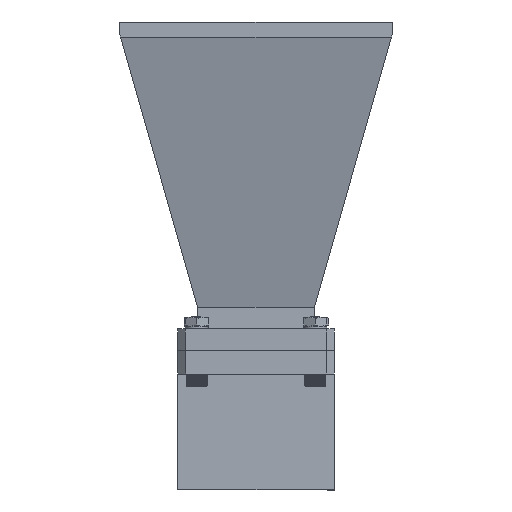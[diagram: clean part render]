
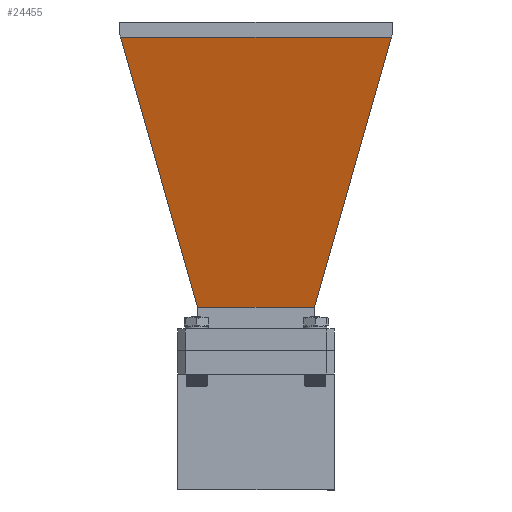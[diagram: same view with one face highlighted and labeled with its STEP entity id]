
A CAD part, front view. The second image highlights one B-rep face of the part: STEP entity #24455.
In plain terms, the highlighted face is planar.
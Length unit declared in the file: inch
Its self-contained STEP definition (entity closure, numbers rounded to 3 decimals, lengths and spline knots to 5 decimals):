
#41 = EDGE_CURVE ( 'NONE', #26788, #7569, #3595, .T. ) ;
#1631 = DIRECTION ( 'NONE',  ( 0., 1., 0. ) ) ;
#2982 = CARTESIAN_POINT ( 'NONE',  ( -1.07672, 1.4586, 4.86585 ) ) ;
#3595 = LINE ( 'NONE', #28753, #18264 ) ;
#4382 = EDGE_CURVE ( 'NONE', #7569, #29172, #14866, .T. ) ;
#4758 = DIRECTION ( 'NONE',  ( -0.226, -0.267, 0.937 ) ) ;
#5543 = EDGE_CURVE ( 'NONE', #29172, #28394, #21768, .T. ) ;
#6452 = LINE ( 'NONE', #8619, #15801 ) ;
#6736 = CARTESIAN_POINT ( 'NONE',  ( -0.37303, -0.62884, 1.95443 ) ) ;
#7569 = VERTEX_POINT ( 'NONE', #27204 ) ;
#8619 = CARTESIAN_POINT ( 'NONE',  ( -1.07672, 1.4586, 4.86585 ) ) ;
#10521 = FACE_OUTER_BOUND ( 'NONE', #26019, .T. ) ;
#11126 = ORIENTED_EDGE ( 'NONE', *, *, #41, .T. ) ;
#12499 = PLANE ( 'NONE',  #25351 ) ;
#14072 = CARTESIAN_POINT ( 'NONE',  ( -1.07672, 0., 4.86585 ) ) ;
#14866 = LINE ( 'NONE', #6736, #19129 ) ;
#15801 = VECTOR ( 'NONE', #18766, 39.37008 ) ;
#18264 = VECTOR ( 'NONE', #29078, 39.37008 ) ;
#18628 = ORIENTED_EDGE ( 'NONE', *, *, #4382, .T. ) ;
#18766 = DIRECTION ( 'NONE',  ( 0.226, -0.267, -0.937 ) ) ;
#19129 = VECTOR ( 'NONE', #4758, 39.37008 ) ;
#19417 = ORIENTED_EDGE ( 'NONE', *, *, #5543, .T. ) ;
#20014 = DIRECTION ( 'NONE',  ( -0.235, 0., 0.972 ) ) ;
#20342 = CARTESIAN_POINT ( 'NONE',  ( -0.73955, 0., 3.47087 ) ) ;
#21768 = LINE ( 'NONE', #14072, #30981 ) ;
#22261 = CARTESIAN_POINT ( 'NONE',  ( -1.07672, -1.4586, 4.86585 ) ) ;
#22636 = CARTESIAN_POINT ( 'NONE',  ( -0.37303, 0.62884, 1.95443 ) ) ;
#24455 = ADVANCED_FACE ( 'NONE', ( #10521 ), #12499, .T. ) ;
#25351 = AXIS2_PLACEMENT_3D ( 'NONE', #20342, #32895, #20014 ) ;
#26019 = EDGE_LOOP ( 'NONE', ( #11126, #18628, #19417, #28154 ) ) ;
#26788 = VERTEX_POINT ( 'NONE', #22636 ) ;
#27204 = CARTESIAN_POINT ( 'NONE',  ( -0.37303, -0.62884, 1.95443 ) ) ;
#28154 = ORIENTED_EDGE ( 'NONE', *, *, #32387, .T. ) ;
#28394 = VERTEX_POINT ( 'NONE', #2982 ) ;
#28753 = CARTESIAN_POINT ( 'NONE',  ( -0.37303, 0., 1.95443 ) ) ;
#29078 = DIRECTION ( 'NONE',  ( 0., -1., 0. ) ) ;
#29172 = VERTEX_POINT ( 'NONE', #22261 ) ;
#30981 = VECTOR ( 'NONE', #1631, 39.37008 ) ;
#32387 = EDGE_CURVE ( 'NONE', #28394, #26788, #6452, .T. ) ;
#32895 = DIRECTION ( 'NONE',  ( -0.972, 0., -0.235 ) ) ;
